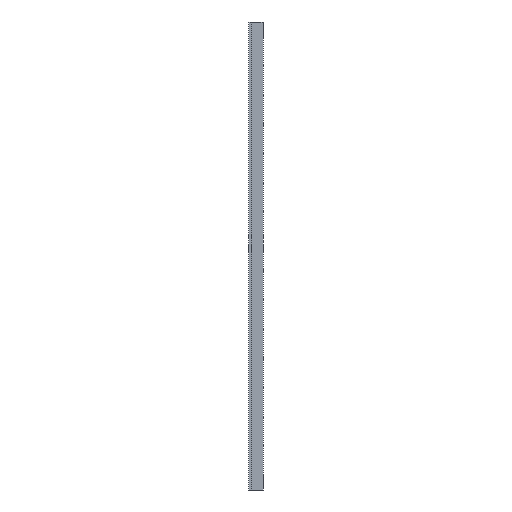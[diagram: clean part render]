
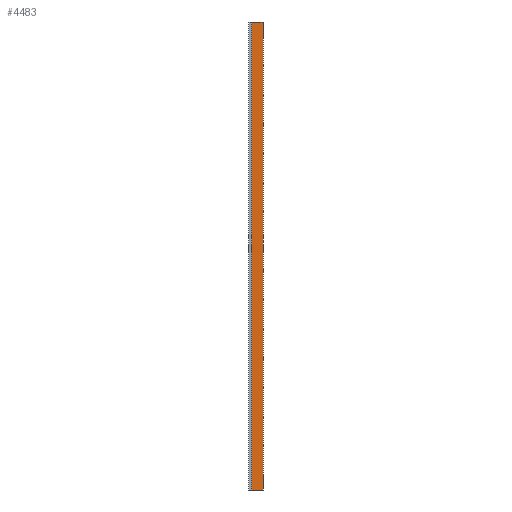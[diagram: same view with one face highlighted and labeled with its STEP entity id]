
A CAD part, left-side view. The second image highlights one B-rep face of the part: STEP entity #4483.
In plain terms, the highlighted planar face has unit normal (-1, 0, 0).
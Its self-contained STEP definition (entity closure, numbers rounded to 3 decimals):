
#235=DIRECTION('',(0.,-1.,0.));
#236=VECTOR('',#235,47.5);
#237=CARTESIAN_POINT('',(-115.,47.5,0.));
#238=LINE('',#237,#236);
#1123=DIRECTION('',(0.,-1.,0.));
#1124=VECTOR('',#1123,47.5);
#1125=CARTESIAN_POINT('',(-115.,47.5,-2000.));
#1126=LINE('',#1125,#1124);
#1291=DIRECTION('',(0.,0.,-1.));
#1292=VECTOR('',#1291,2000.);
#1293=CARTESIAN_POINT('',(-115.,47.5,0.));
#1294=LINE('',#1293,#1292);
#1295=DIRECTION('',(0.,0.,-1.));
#1296=VECTOR('',#1295,2000.);
#1297=CARTESIAN_POINT('',(-115.,0.,0.));
#1298=LINE('',#1297,#1296);
#2763=CARTESIAN_POINT('',(-115.,47.5,0.));
#2764=VERTEX_POINT('',#2763);
#2765=CARTESIAN_POINT('',(-115.,0.,0.));
#2766=VERTEX_POINT('',#2765);
#2791=CARTESIAN_POINT('',(-115.,47.5,-2000.));
#2792=VERTEX_POINT('',#2791);
#2793=CARTESIAN_POINT('',(-115.,0.,-2000.));
#2794=VERTEX_POINT('',#2793);
#4471=CARTESIAN_POINT('',(-115.,47.5,0.));
#4472=DIRECTION('',(-1.,0.,0.));
#4473=DIRECTION('',(0.,-1.,0.));
#4474=AXIS2_PLACEMENT_3D('',#4471,#4472,#4473);
#4475=PLANE('',#4474);
#4476=ORIENTED_EDGE('',*,*,#3630,.T.);
#4478=ORIENTED_EDGE('',*,*,#4477,.T.);
#4479=ORIENTED_EDGE('',*,*,#4229,.F.);
#4480=ORIENTED_EDGE('',*,*,#4464,.F.);
#4481=EDGE_LOOP('',(#4476,#4478,#4479,#4480));
#4482=FACE_OUTER_BOUND('',#4481,.F.);
#3630=EDGE_CURVE('',#2764,#2766,#238,.T.);
#4229=EDGE_CURVE('',#2792,#2794,#1126,.T.);
#4464=EDGE_CURVE('',#2764,#2792,#1294,.T.);
#4477=EDGE_CURVE('',#2766,#2794,#1298,.T.);
#4483=ADVANCED_FACE('',(#4482),#4475,.T.);
